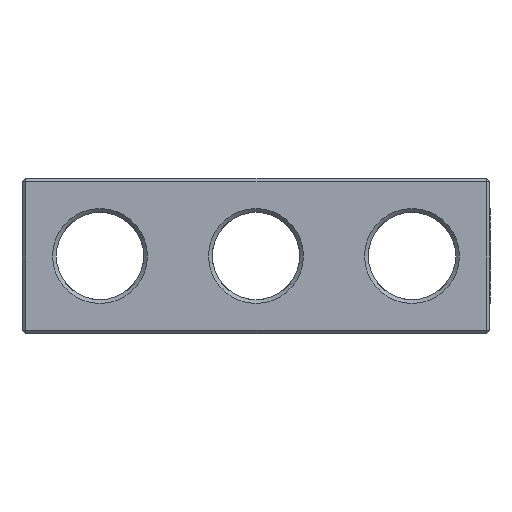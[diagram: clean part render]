
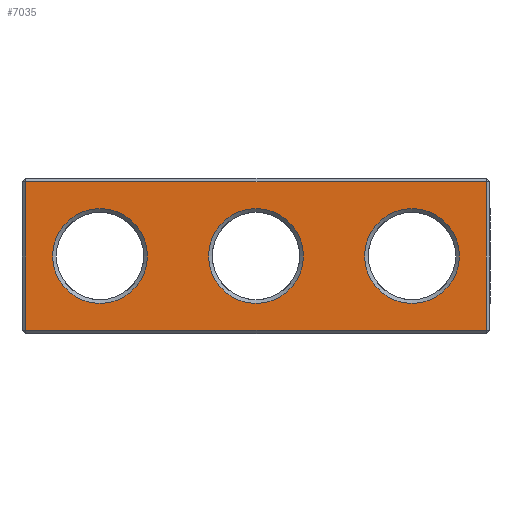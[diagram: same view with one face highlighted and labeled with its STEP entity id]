
A CAD part, front view. The second image highlights one B-rep face of the part: STEP entity #7035.
In plain terms, the highlighted planar face has unit normal (0, -1, 0).
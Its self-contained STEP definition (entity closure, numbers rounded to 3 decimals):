
#933 = PLANE('',#934);
#934 = AXIS2_PLACEMENT_3D('',#935,#936,#937);
#935 = CARTESIAN_POINT('',(-18.75,-6.1,0.15));
#936 = DIRECTION('',(0.,0.707,0.707));
#937 = DIRECTION('',(1.,0.,0.));
#1313 = PLANE('',#1314);
#1314 = AXIS2_PLACEMENT_3D('',#1315,#1316,#1317);
#1315 = CARTESIAN_POINT('',(-18.75,-6.1,12.35));
#1316 = DIRECTION('',(0.,-0.707,0.707));
#1317 = DIRECTION('',(1.,0.,0.));
#2486 = PLANE('',#2487);
#2487 = AXIS2_PLACEMENT_3D('',#2488,#2489,#2490);
#2488 = CARTESIAN_POINT('',(-18.6,-6.1,0.));
#2489 = DIRECTION('',(-0.707,-0.707,0.));
#2490 = DIRECTION('',(0.,0.,1.));
#2848 = VERTEX_POINT('',#2849);
#2849 = CARTESIAN_POINT('',(-18.45,-6.25,0.3));
#2875 = EDGE_CURVE('',#2848,#2876,#2878,.T.);
#2876 = VERTEX_POINT('',#2877);
#2877 = CARTESIAN_POINT('',(18.45,-6.25,0.3));
#2878 = SURFACE_CURVE('',#2879,(#2883,#2890),.PCURVE_S1.);
#2879 = LINE('',#2880,#2881);
#2880 = CARTESIAN_POINT('',(-18.75,-6.25,0.3));
#2881 = VECTOR('',#2882,1.);
#2882 = DIRECTION('',(1.,0.,0.));
#2883 = PCURVE('',#933,#2884);
#2884 = DEFINITIONAL_REPRESENTATION('',(#2885),#2889);
#2885 = LINE('',#2886,#2887);
#2886 = CARTESIAN_POINT('',(0.,-0.212));
#2887 = VECTOR('',#2888,1.);
#2888 = DIRECTION('',(1.,0.));
#2889 = ( GEOMETRIC_REPRESENTATION_CONTEXT(2) 
PARAMETRIC_REPRESENTATION_CONTEXT() REPRESENTATION_CONTEXT('2D SPACE',''
  ) );
#2890 = PCURVE('',#2891,#2896);
#2891 = PLANE('',#2892);
#2892 = AXIS2_PLACEMENT_3D('',#2893,#2894,#2895);
#2893 = CARTESIAN_POINT('',(-18.75,-6.25,0.));
#2894 = DIRECTION('',(0.,1.,0.));
#2895 = DIRECTION('',(1.,0.,0.));
#2896 = DEFINITIONAL_REPRESENTATION('',(#2897),#2901);
#2897 = LINE('',#2898,#2899);
#2898 = CARTESIAN_POINT('',(0.,-0.3));
#2899 = VECTOR('',#2900,1.);
#2900 = DIRECTION('',(1.,0.));
#2901 = ( GEOMETRIC_REPRESENTATION_CONTEXT(2) 
PARAMETRIC_REPRESENTATION_CONTEXT() REPRESENTATION_CONTEXT('2D SPACE',''
  ) );
#3545 = VERTEX_POINT('',#3546);
#3546 = CARTESIAN_POINT('',(-18.45,-6.25,12.2));
#3572 = EDGE_CURVE('',#3545,#3573,#3575,.T.);
#3573 = VERTEX_POINT('',#3574);
#3574 = CARTESIAN_POINT('',(18.45,-6.25,12.2));
#3575 = SURFACE_CURVE('',#3576,(#3580,#3587),.PCURVE_S1.);
#3576 = LINE('',#3577,#3578);
#3577 = CARTESIAN_POINT('',(-18.75,-6.25,12.2));
#3578 = VECTOR('',#3579,1.);
#3579 = DIRECTION('',(1.,0.,0.));
#3580 = PCURVE('',#1313,#3581);
#3581 = DEFINITIONAL_REPRESENTATION('',(#3582),#3586);
#3582 = LINE('',#3583,#3584);
#3583 = CARTESIAN_POINT('',(0.,-0.212));
#3584 = VECTOR('',#3585,1.);
#3585 = DIRECTION('',(1.,0.));
#3586 = ( GEOMETRIC_REPRESENTATION_CONTEXT(2) 
PARAMETRIC_REPRESENTATION_CONTEXT() REPRESENTATION_CONTEXT('2D SPACE',''
  ) );
#3587 = PCURVE('',#2891,#3588);
#3588 = DEFINITIONAL_REPRESENTATION('',(#3589),#3593);
#3589 = LINE('',#3590,#3591);
#3590 = CARTESIAN_POINT('',(0.,-12.2));
#3591 = VECTOR('',#3592,1.);
#3592 = DIRECTION('',(1.,0.));
#3593 = ( GEOMETRIC_REPRESENTATION_CONTEXT(2) 
PARAMETRIC_REPRESENTATION_CONTEXT() REPRESENTATION_CONTEXT('2D SPACE',''
  ) );
#6001 = EDGE_CURVE('',#2848,#3545,#6002,.T.);
#6002 = SURFACE_CURVE('',#6003,(#6007,#6014),.PCURVE_S1.);
#6003 = LINE('',#6004,#6005);
#6004 = CARTESIAN_POINT('',(-18.45,-6.25,0.));
#6005 = VECTOR('',#6006,1.);
#6006 = DIRECTION('',(0.,0.,1.));
#6007 = PCURVE('',#2486,#6008);
#6008 = DEFINITIONAL_REPRESENTATION('',(#6009),#6013);
#6009 = LINE('',#6010,#6011);
#6010 = CARTESIAN_POINT('',(0.,-0.212));
#6011 = VECTOR('',#6012,1.);
#6012 = DIRECTION('',(1.,0.));
#6013 = ( GEOMETRIC_REPRESENTATION_CONTEXT(2) 
PARAMETRIC_REPRESENTATION_CONTEXT() REPRESENTATION_CONTEXT('2D SPACE',''
  ) );
#6014 = PCURVE('',#2891,#6015);
#6015 = DEFINITIONAL_REPRESENTATION('',(#6016),#6020);
#6016 = LINE('',#6017,#6018);
#6017 = CARTESIAN_POINT('',(0.3,0.));
#6018 = VECTOR('',#6019,1.);
#6019 = DIRECTION('',(0.,-1.));
#6020 = ( GEOMETRIC_REPRESENTATION_CONTEXT(2) 
PARAMETRIC_REPRESENTATION_CONTEXT() REPRESENTATION_CONTEXT('2D SPACE',''
  ) );
#7035 = ADVANCED_FACE('',(#7036,#7067,#7098,#7129),#2891,.F.);
#7036 = FACE_BOUND('',#7037,.F.);
#7037 = EDGE_LOOP('',(#7038,#7039,#7040,#7066));
#7038 = ORIENTED_EDGE('',*,*,#6001,.T.);
#7039 = ORIENTED_EDGE('',*,*,#3572,.T.);
#7040 = ORIENTED_EDGE('',*,*,#7041,.F.);
#7041 = EDGE_CURVE('',#2876,#3573,#7042,.T.);
#7042 = SURFACE_CURVE('',#7043,(#7047,#7054),.PCURVE_S1.);
#7043 = LINE('',#7044,#7045);
#7044 = CARTESIAN_POINT('',(18.45,-6.25,0.));
#7045 = VECTOR('',#7046,1.);
#7046 = DIRECTION('',(0.,0.,1.));
#7047 = PCURVE('',#2891,#7048);
#7048 = DEFINITIONAL_REPRESENTATION('',(#7049),#7053);
#7049 = LINE('',#7050,#7051);
#7050 = CARTESIAN_POINT('',(37.2,0.));
#7051 = VECTOR('',#7052,1.);
#7052 = DIRECTION('',(0.,-1.));
#7053 = ( GEOMETRIC_REPRESENTATION_CONTEXT(2) 
PARAMETRIC_REPRESENTATION_CONTEXT() REPRESENTATION_CONTEXT('2D SPACE',''
  ) );
#7054 = PCURVE('',#7055,#7060);
#7055 = PLANE('',#7056);
#7056 = AXIS2_PLACEMENT_3D('',#7057,#7058,#7059);
#7057 = CARTESIAN_POINT('',(18.6,-6.1,0.));
#7058 = DIRECTION('',(0.707,-0.707,0.));
#7059 = DIRECTION('',(0.,0.,1.));
#7060 = DEFINITIONAL_REPRESENTATION('',(#7061),#7065);
#7061 = LINE('',#7062,#7063);
#7062 = CARTESIAN_POINT('',(0.,0.212));
#7063 = VECTOR('',#7064,1.);
#7064 = DIRECTION('',(1.,0.));
#7065 = ( GEOMETRIC_REPRESENTATION_CONTEXT(2) 
PARAMETRIC_REPRESENTATION_CONTEXT() REPRESENTATION_CONTEXT('2D SPACE',''
  ) );
#7066 = ORIENTED_EDGE('',*,*,#2875,.F.);
#7067 = FACE_BOUND('',#7068,.F.);
#7068 = EDGE_LOOP('',(#7069));
#7069 = ORIENTED_EDGE('',*,*,#7070,.F.);
#7070 = EDGE_CURVE('',#7071,#7071,#7073,.T.);
#7071 = VERTEX_POINT('',#7072);
#7072 = CARTESIAN_POINT('',(0.,-6.25,2.45));
#7073 = SURFACE_CURVE('',#7074,(#7079,#7086),.PCURVE_S1.);
#7074 = CIRCLE('',#7075,3.8);
#7075 = AXIS2_PLACEMENT_3D('',#7076,#7077,#7078);
#7076 = CARTESIAN_POINT('',(0.,-6.25,6.25));
#7077 = DIRECTION('',(0.,1.,0.));
#7078 = DIRECTION('',(0.,0.,-1.));
#7079 = PCURVE('',#2891,#7080);
#7080 = DEFINITIONAL_REPRESENTATION('',(#7081),#7085);
#7081 = CIRCLE('',#7082,3.8);
#7082 = AXIS2_PLACEMENT_2D('',#7083,#7084);
#7083 = CARTESIAN_POINT('',(18.75,-6.25));
#7084 = DIRECTION('',(0.,1.));
#7085 = ( GEOMETRIC_REPRESENTATION_CONTEXT(2) 
PARAMETRIC_REPRESENTATION_CONTEXT() REPRESENTATION_CONTEXT('2D SPACE',''
  ) );
#7086 = PCURVE('',#7087,#7092);
#7087 = CONICAL_SURFACE('',#7088,3.8,0.785);
#7088 = AXIS2_PLACEMENT_3D('',#7089,#7090,#7091);
#7089 = CARTESIAN_POINT('',(0.,-6.25,6.25));
#7090 = DIRECTION('',(0.,-1.,0.));
#7091 = DIRECTION('',(0.,0.,-1.));
#7092 = DEFINITIONAL_REPRESENTATION('',(#7093),#7097);
#7093 = LINE('',#7094,#7095);
#7094 = CARTESIAN_POINT('',(-0.,-0.));
#7095 = VECTOR('',#7096,1.);
#7096 = DIRECTION('',(-1.,-0.));
#7097 = ( GEOMETRIC_REPRESENTATION_CONTEXT(2) 
PARAMETRIC_REPRESENTATION_CONTEXT() REPRESENTATION_CONTEXT('2D SPACE',''
  ) );
#7098 = FACE_BOUND('',#7099,.F.);
#7099 = EDGE_LOOP('',(#7100));
#7100 = ORIENTED_EDGE('',*,*,#7101,.F.);
#7101 = EDGE_CURVE('',#7102,#7102,#7104,.T.);
#7102 = VERTEX_POINT('',#7103);
#7103 = CARTESIAN_POINT('',(-16.3,-6.25,6.25));
#7104 = SURFACE_CURVE('',#7105,(#7110,#7117),.PCURVE_S1.);
#7105 = CIRCLE('',#7106,3.8);
#7106 = AXIS2_PLACEMENT_3D('',#7107,#7108,#7109);
#7107 = CARTESIAN_POINT('',(-12.5,-6.25,6.25));
#7108 = DIRECTION('',(0.,1.,0.));
#7109 = DIRECTION('',(-1.,0.,0.));
#7110 = PCURVE('',#2891,#7111);
#7111 = DEFINITIONAL_REPRESENTATION('',(#7112),#7116);
#7112 = CIRCLE('',#7113,3.8);
#7113 = AXIS2_PLACEMENT_2D('',#7114,#7115);
#7114 = CARTESIAN_POINT('',(6.25,-6.25));
#7115 = DIRECTION('',(-1.,0.));
#7116 = ( GEOMETRIC_REPRESENTATION_CONTEXT(2) 
PARAMETRIC_REPRESENTATION_CONTEXT() REPRESENTATION_CONTEXT('2D SPACE',''
  ) );
#7117 = PCURVE('',#7118,#7123);
#7118 = CONICAL_SURFACE('',#7119,3.5,0.785);
#7119 = AXIS2_PLACEMENT_3D('',#7120,#7121,#7122);
#7120 = CARTESIAN_POINT('',(-12.5,-5.95,6.25));
#7121 = DIRECTION('',(0.,-1.,0.));
#7122 = DIRECTION('',(-1.,0.,0.));
#7123 = DEFINITIONAL_REPRESENTATION('',(#7124),#7128);
#7124 = LINE('',#7125,#7126);
#7125 = CARTESIAN_POINT('',(-0.,0.3));
#7126 = VECTOR('',#7127,1.);
#7127 = DIRECTION('',(-1.,0.));
#7128 = ( GEOMETRIC_REPRESENTATION_CONTEXT(2) 
PARAMETRIC_REPRESENTATION_CONTEXT() REPRESENTATION_CONTEXT('2D SPACE',''
  ) );
#7129 = FACE_BOUND('',#7130,.F.);
#7130 = EDGE_LOOP('',(#7131));
#7131 = ORIENTED_EDGE('',*,*,#7132,.T.);
#7132 = EDGE_CURVE('',#7133,#7133,#7135,.T.);
#7133 = VERTEX_POINT('',#7134);
#7134 = CARTESIAN_POINT('',(16.3,-6.25,6.25));
#7135 = SURFACE_CURVE('',#7136,(#7141,#7152),.PCURVE_S1.);
#7136 = CIRCLE('',#7137,3.8);
#7137 = AXIS2_PLACEMENT_3D('',#7138,#7139,#7140);
#7138 = CARTESIAN_POINT('',(12.5,-6.25,6.25));
#7139 = DIRECTION('',(0.,-1.,0.));
#7140 = DIRECTION('',(1.,0.,0.));
#7141 = PCURVE('',#2891,#7142);
#7142 = DEFINITIONAL_REPRESENTATION('',(#7143),#7151);
#7143 = ( BOUNDED_CURVE() B_SPLINE_CURVE(2,(#7144,#7145,#7146,#7147,
#7148,#7149,#7150),.UNSPECIFIED.,.T.,.F.) B_SPLINE_CURVE_WITH_KNOTS((1,2
    ,2,2,2,1),(-2.094,0.,2.094,4.189,
6.283,8.378),.UNSPECIFIED.) CURVE() 
GEOMETRIC_REPRESENTATION_ITEM() RATIONAL_B_SPLINE_CURVE((1.,0.5,1.,0.5,
1.,0.5,1.)) REPRESENTATION_ITEM('') );
#7144 = CARTESIAN_POINT('',(35.05,-6.25));
#7145 = CARTESIAN_POINT('',(35.05,-12.832));
#7146 = CARTESIAN_POINT('',(29.35,-9.541));
#7147 = CARTESIAN_POINT('',(23.65,-6.25));
#7148 = CARTESIAN_POINT('',(29.35,-2.959));
#7149 = CARTESIAN_POINT('',(35.05,0.332));
#7150 = CARTESIAN_POINT('',(35.05,-6.25));
#7151 = ( GEOMETRIC_REPRESENTATION_CONTEXT(2) 
PARAMETRIC_REPRESENTATION_CONTEXT() REPRESENTATION_CONTEXT('2D SPACE',''
  ) );
#7152 = PCURVE('',#7153,#7158);
#7153 = CONICAL_SURFACE('',#7154,3.5,0.785);
#7154 = AXIS2_PLACEMENT_3D('',#7155,#7156,#7157);
#7155 = CARTESIAN_POINT('',(12.5,-5.95,6.25));
#7156 = DIRECTION('',(0.,-1.,0.));
#7157 = DIRECTION('',(1.,0.,0.));
#7158 = DEFINITIONAL_REPRESENTATION('',(#7159),#7163);
#7159 = LINE('',#7160,#7161);
#7160 = CARTESIAN_POINT('',(0.,0.3));
#7161 = VECTOR('',#7162,1.);
#7162 = DIRECTION('',(1.,0.));
#7163 = ( GEOMETRIC_REPRESENTATION_CONTEXT(2) 
PARAMETRIC_REPRESENTATION_CONTEXT() REPRESENTATION_CONTEXT('2D SPACE',''
  ) );
